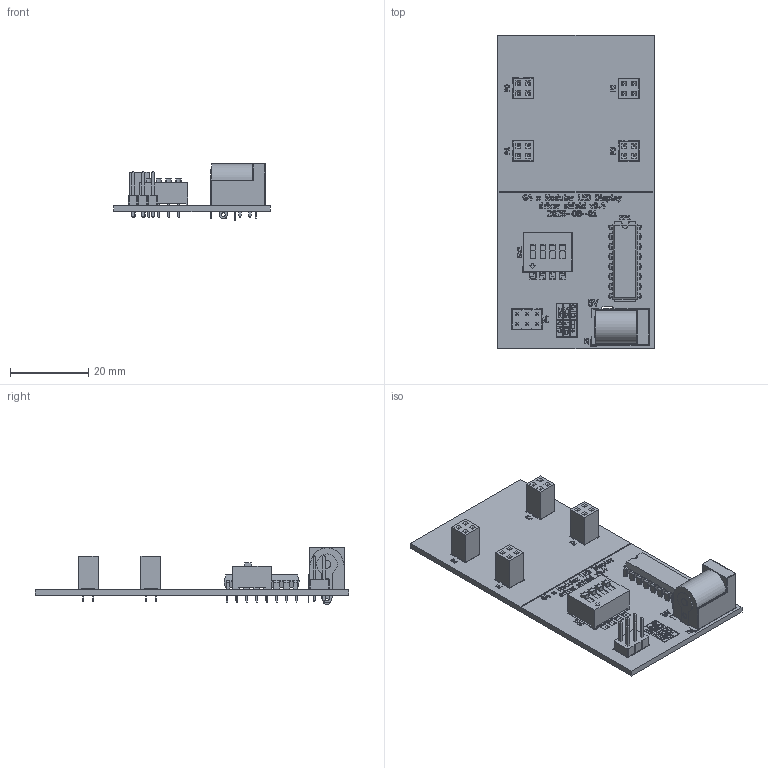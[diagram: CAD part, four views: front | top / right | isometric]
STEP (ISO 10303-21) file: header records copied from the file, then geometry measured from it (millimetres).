
FILE_DESCRIPTION(('KiCad electronic assembly'),'2;1');
FILE_NAME('shield_driver_v0p4.step','2025-08-01T17:40:23',('Pcbnew'),( 'Kicad'),'Open CASCADE STEP processor 7.9','KiCad to STEP converter' ,'Unknown');
FILE_SCHEMA(('AUTOMOTIVE_DESIGN { 1 0 10303 214 1 1 1 1 }'));
Length unit declared in the file: millimetre
Products named in the file (8): shield_driver_v0p4 1; PinSocket_2x02_P2.54mm_Vertical; PinHeader_2x03_P2.54mm_Vertical; BarrelJack_Horizontal; DIP-16_W7.62mm; SW_DIP_SPSTx04_Slide_9.78x12.34mm_W7.62mm_P2.54mm; shield_driver_v0p4_silkscreen; shield_driver_v0p4_PCB
Assembly tree (10 placements, depth 2):
  shield_driver_v0p4 1
    PinSocket_2x02_P2.54mm_Vertical  x4
    PinHeader_2x03_P2.54mm_Vertical
    BarrelJack_Horizontal
    DIP-16_W7.62mm
    SW_DIP_SPSTx04_Slide_9.78x12.34mm_W7.62mm_P2.54mm
    shield_driver_v0p4_silkscreen
    shield_driver_v0p4_PCB
Bounding box: 40 x 80 x 14.6 mm (x, y, z)
Volume: 7478.1 mm3; surface area: 11243.6 mm2
Topology: 13 solids, 184 shells, 1315 faces, 5928 edges, 4865 vertices
Faces by surface type: plane 1163, cylinder 117, bspline 28, sphere 5, extrusion 2
Full cylindrical faces by diameter (mm): 0.8 x24, 1 x24, 1.5 x2, 2 x2, 6.3 x1
Entity records: 58119 total; most frequent: CARTESIAN_POINT 10727, DIRECTION 7879, ORIENTED_EDGE 7103, EDGE_CURVE 5035, VERTEX_POINT 4289, VECTOR 4055, LINE 4053, AXIS2_PLACEMENT_3D 1912
